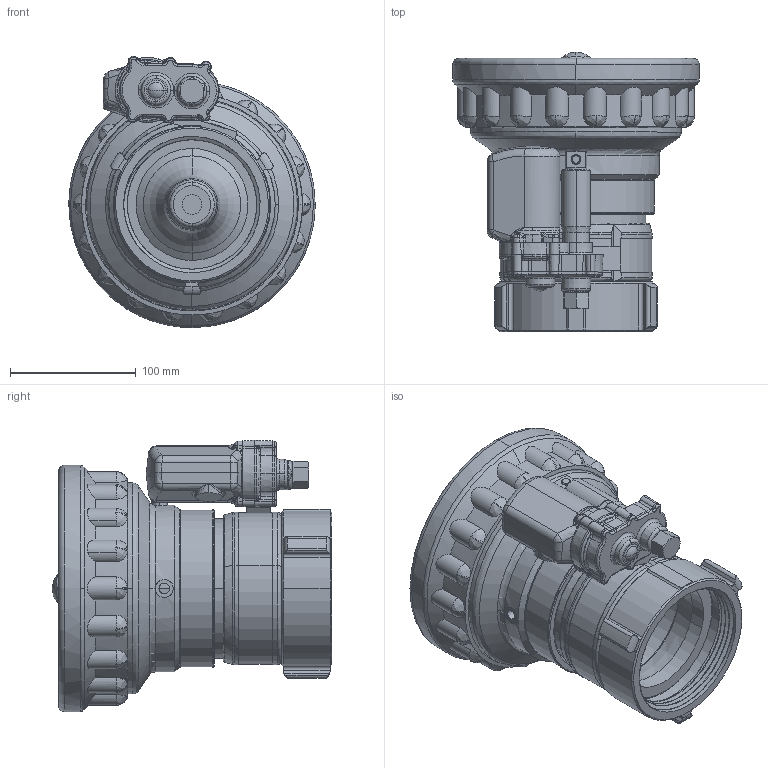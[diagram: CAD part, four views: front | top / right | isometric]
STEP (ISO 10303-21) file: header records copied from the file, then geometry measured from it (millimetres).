
FILE_DESCRIPTION (( 'STEP AP214' ), '1' );
FILE_NAME ('SM-2000E_Nozzle DD.STEP', '2012-04-19T18:52:44', ( 'IDS-3' ), ( '' ), 'SwSTEP 2.0', 'SolidWorks 2012', '' );
FILE_SCHEMA (( 'AUTOMOTIVE_DESIGN' ));
Length unit declared in the file: inch
Products named in the file (1): SM-2000E_Nozzle DD
Bounding box: 195.63 x 221.95 x 215.46 mm (x, y, z)
Volume: 1771444.9 mm3; surface area: 520039.2 mm2
Topology: 15 solids, 15 shells, 1427 faces, 3820 edges, 2383 vertices
Faces by surface type: cylinder 506, plane 399, bspline 206, cone 174, torus 132, sphere 10
Entity records: 65601 total; most frequent: CARTESIAN_POINT 33782, ORIENTED_EDGE 7516, DIRECTION 5584, EDGE_CURVE 3758, AXIS2_PLACEMENT_3D 2424, VERTEX_POINT 2383, B_SPLINE_CURVE_WITH_KNOTS 1603, EDGE_LOOP 1479
